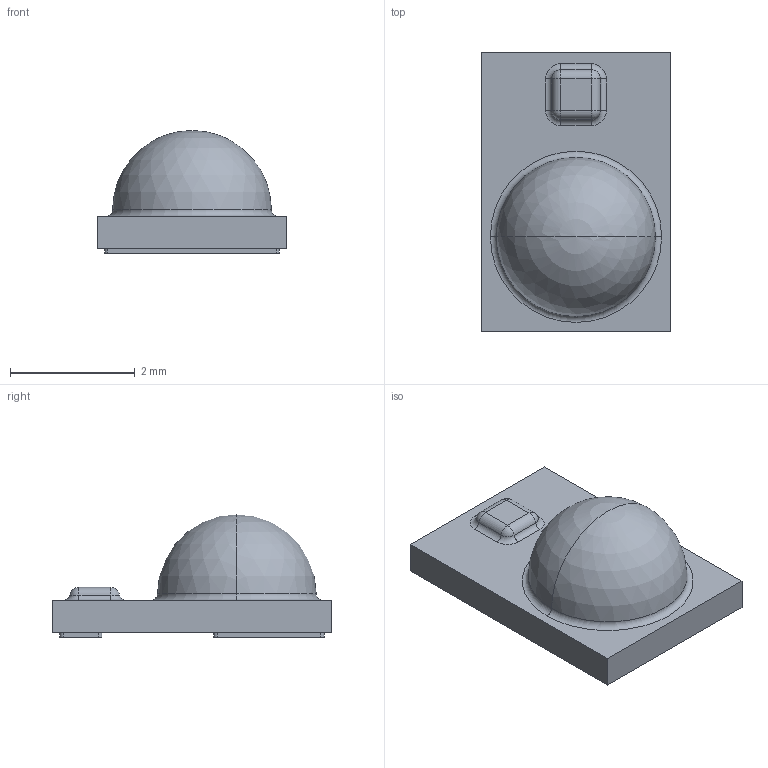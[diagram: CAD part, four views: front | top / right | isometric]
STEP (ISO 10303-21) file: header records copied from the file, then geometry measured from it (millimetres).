
FILE_DESCRIPTION(('FreeCAD Model'),'2;1');
FILE_NAME('Luxeon_Rebel_ES001_cp.step', '2019-03-12T21:23:10',('kicad StepUp'),('ksu MCAD'), 'Open CASCADE STEP processor 7.2','FreeCAD','Unknown');
FILE_SCHEMA(('AUTOMOTIVE_DESIGN { 1 0 10303 214 1 1 1 1 }'));
Length unit declared in the file: millimetre
Products named in the file (1): Luxeon_Rebel_ES001_cp
Bounding box: 3.05 x 4.49 x 1.97 mm (x, y, z)
Volume: 12.6 mm3; surface area: 42.4 mm2
Topology: 1 solids, 1 shells, 54 faces, 130 edges, 81 vertices
Faces by surface type: plane 22, cylinder 18, sphere 6, torus 6, extrusion 2
Entity records: 1996 total; most frequent: CARTESIAN_POINT 318, DIRECTION 284, ORIENTED_EDGE 256, EDGE_CURVE 128, AXIS2_PLACEMENT_3D 105, VERTEX_POINT 81, VECTOR 74, LINE 72
